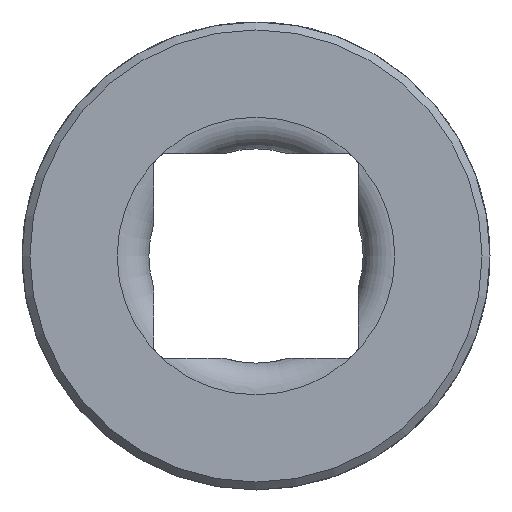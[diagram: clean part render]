
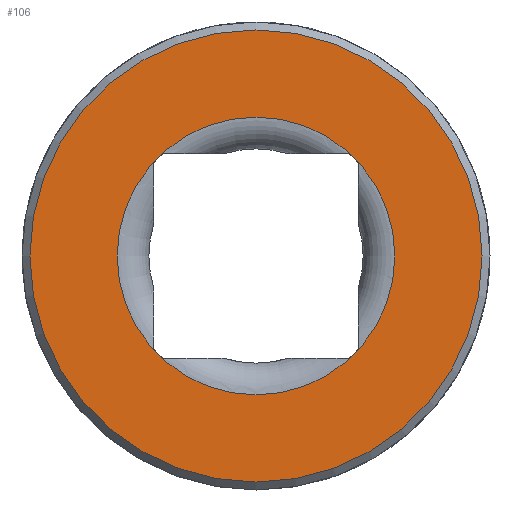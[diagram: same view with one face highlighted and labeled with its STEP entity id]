
A CAD part, left-side view. The second image highlights one B-rep face of the part: STEP entity #106.
In plain terms, the highlighted planar face has unit normal (-1, 0, 0).
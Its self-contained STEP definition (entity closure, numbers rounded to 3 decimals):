
#106 = ADVANCED_FACE( '', ( #278, #279 ), #280, .F. );
#278 = FACE_OUTER_BOUND( '', #520, .T. );
#279 = FACE_BOUND( '', #521, .T. );
#280 = PLANE( '', #522 );
#520 = EDGE_LOOP( '', ( #770 ) );
#521 = EDGE_LOOP( '', ( #771 ) );
#522 = AXIS2_PLACEMENT_3D( '', #772, #773, #774 );
#770 = ORIENTED_EDGE( '', *, *, #1458, .T. );
#771 = ORIENTED_EDGE( '', *, *, #1459, .T. );
#772 = CARTESIAN_POINT( '', ( -105., 0., 0. ) );
#773 = DIRECTION( '', ( 1., 0., 0. ) );
#774 = DIRECTION( '', ( 0., 0., -1. ) );
#1458 = EDGE_CURVE( '', #1742, #1742, #1743, .F. );
#1459 = EDGE_CURVE( '', #1744, #1744, #1745, .T. );
#1742 = VERTEX_POINT( '', #2161 );
#1743 = CIRCLE( '', #2162, 14.25 );
#1744 = VERTEX_POINT( '', #2163 );
#1745 = CIRCLE( '', #2164, 8.75 );
#2161 = CARTESIAN_POINT( '', ( -105., 0., -14.25 ) );
#2162 = AXIS2_PLACEMENT_3D( '', #3450, #3451, #3452 );
#2163 = CARTESIAN_POINT( '', ( -105., 0., -8.75 ) );
#2164 = AXIS2_PLACEMENT_3D( '', #3453, #3454, #3455 );
#3450 = CARTESIAN_POINT( '', ( -105., 0., 0. ) );
#3451 = DIRECTION( '', ( 1., 0., 0. ) );
#3452 = DIRECTION( '', ( 0., 0., -1. ) );
#3453 = CARTESIAN_POINT( '', ( -105., 0., 0. ) );
#3454 = DIRECTION( '', ( 1., 0., 0. ) );
#3455 = DIRECTION( '', ( 0., 0., -1. ) );
